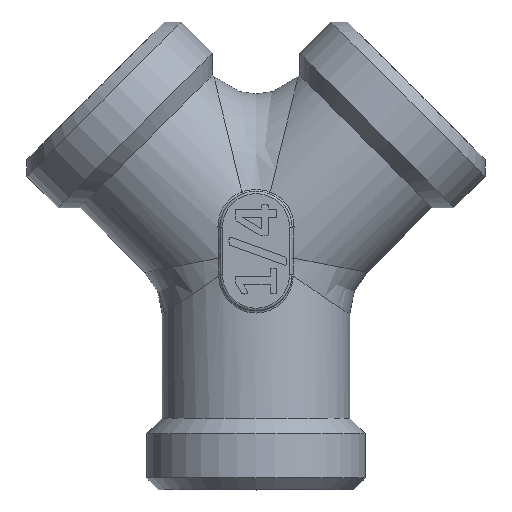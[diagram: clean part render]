
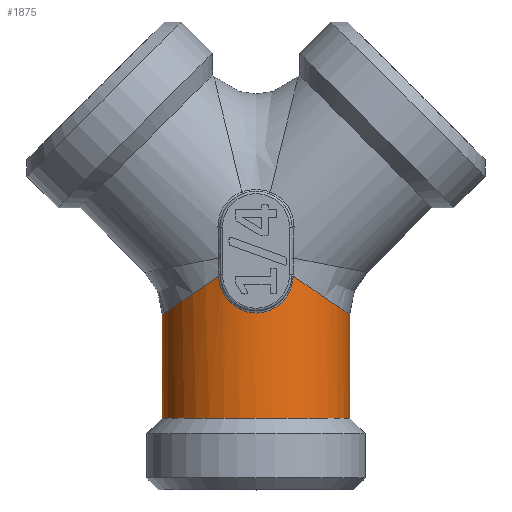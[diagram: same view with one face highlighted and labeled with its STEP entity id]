
A CAD part, top view. The second image highlights one B-rep face of the part: STEP entity #1875.
In plain terms, the highlighted cylindrical face has radius 7.85 mm (diameter 15.7 mm), a full revolution.
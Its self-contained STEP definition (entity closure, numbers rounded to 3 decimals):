
#60=CYLINDRICAL_SURFACE('',#2007,7.85);
#112=CIRCLE('',#2008,7.85);
#823=ORIENTED_EDGE('',*,*,#1093,.T.);
#824=ORIENTED_EDGE('',*,*,#1092,.T.);
#825=ORIENTED_EDGE('',*,*,#1122,.T.);
#826=ORIENTED_EDGE('',*,*,#1041,.T.);
#827=ORIENTED_EDGE('',*,*,#1040,.T.);
#828=ORIENTED_EDGE('',*,*,#1118,.T.);
#829=ORIENTED_EDGE('',*,*,#1130,.T.);
#1040=EDGE_CURVE('',#1254,#1249,#1388,.T.);
#1041=EDGE_CURVE('',#1255,#1254,#1389,.T.);
#1092=EDGE_CURVE('',#1287,#1286,#1413,.T.);
#1093=EDGE_CURVE('',#1282,#1287,#1414,.T.);
#1118=EDGE_CURVE('',#1249,#1282,#1426,.T.);
#1122=EDGE_CURVE('',#1286,#1255,#1430,.T.);
#1130=EDGE_CURVE('',#1306,#1306,#112,.T.);
#1249=VERTEX_POINT('',#3791);
#1254=VERTEX_POINT('',#3932);
#1255=VERTEX_POINT('',#3938);
#1282=VERTEX_POINT('',#4199);
#1286=VERTEX_POINT('',#4298);
#1287=VERTEX_POINT('',#4304);
#1306=VERTEX_POINT('',#4883);
#1388=B_SPLINE_CURVE_WITH_KNOTS('',3,(#3927,#3928,#3929,#3930,#3931),
 .UNSPECIFIED.,.F.,.F.,(4,1,4),(0.,0.5,1.),.UNSPECIFIED.);
#1389=B_SPLINE_CURVE_WITH_KNOTS('',3,(#3933,#3934,#3935,#3936,#3937),
 .UNSPECIFIED.,.F.,.F.,(4,1,4),(0.,0.5,1.),.UNSPECIFIED.);
#1413=B_SPLINE_CURVE_WITH_KNOTS('',3,(#4299,#4300,#4301,#4302,#4303),
 .UNSPECIFIED.,.F.,.F.,(4,1,4),(0.,0.5,1.),.UNSPECIFIED.);
#1414=B_SPLINE_CURVE_WITH_KNOTS('',3,(#4305,#4306,#4307,#4308,#4309),
 .UNSPECIFIED.,.F.,.F.,(4,1,4),(0.,0.5,1.),.UNSPECIFIED.);
#1426=B_SPLINE_CURVE_WITH_KNOTS('',3,(#4531,#4532,#4533,#4534,#4535,#4536,
#4537,#4538,#4539,#4540,#4541,#4542,#4543,#4544,#4545,#4546,#4547,#4548,
#4549,#4550,#4551,#4552,#4553,#4554,#4555,#4556,#4557,#4558,#4559,#4560,
#4561,#4562,#4563,#4564,#4565),.UNSPECIFIED.,.F.,.F.,(4,1,1,1,1,1,1,1,1,
1,1,1,1,1,1,1,1,1,1,1,1,1,1,1,1,1,1,1,1,1,1,1,4),(0.,0.063,0.094,0.109,
0.125,0.141,0.156,0.188,0.219,0.25,0.281,0.313,0.344,0.375,
0.406,0.438,0.5,0.563,0.594,0.625,0.656,0.688,0.719,0.75,0.781,
0.813,0.844,0.859,0.875,0.891,0.906,0.938,1.),.UNSPECIFIED.);
#1430=B_SPLINE_CURVE_WITH_KNOTS('',3,(#4661,#4662,#4663,#4664,#4665,#4666,
#4667,#4668,#4669,#4670,#4671,#4672,#4673,#4674,#4675,#4676,#4677,#4678,
#4679,#4680,#4681,#4682,#4683,#4684,#4685,#4686,#4687,#4688,#4689,#4690,
#4691,#4692,#4693,#4694,#4695),.UNSPECIFIED.,.F.,.F.,(4,1,1,1,1,1,1,1,1,
1,1,1,1,1,1,1,1,1,1,1,1,1,1,1,1,1,1,1,1,1,1,1,4),(0.,0.063,0.094,0.109,
0.125,0.141,0.156,0.188,0.219,0.25,0.281,0.313,0.344,0.375,
0.406,0.438,0.5,0.563,0.594,0.625,0.656,0.688,0.719,0.75,0.781,
0.813,0.844,0.859,0.875,0.891,0.906,0.938,1.),.UNSPECIFIED.);
#1543=EDGE_LOOP('',(#823,#824,#825,#826,#827,#828));
#1544=EDGE_LOOP('',(#829));
#1694=FACE_BOUND('',#1543,.T.);
#1695=FACE_BOUND('',#1544,.T.);
#1875=ADVANCED_FACE('',(#1694,#1695),#60,.T.);
#2007=AXIS2_PLACEMENT_3D('',#4881,#2332,#2333);
#2008=AXIS2_PLACEMENT_3D('',#4882,#2334,#2335);
#2332=DIRECTION('',(0.,1.,0.));
#2333=DIRECTION('',(0.,0.,1.));
#2334=DIRECTION('',(0.,1.,0.));
#2335=DIRECTION('',(0.,0.,1.));
#3791=CARTESIAN_POINT('',(-3.118,-2.114,7.204));
#3927=CARTESIAN_POINT('',(0.,-5.2,7.85));
#3928=CARTESIAN_POINT('',(-0.819,-5.2,7.85));
#3929=CARTESIAN_POINT('',(-2.409,-4.508,7.548));
#3930=CARTESIAN_POINT('',(-3.09,-2.935,7.216));
#3931=CARTESIAN_POINT('',(-3.118,-2.114,7.204));
#3932=CARTESIAN_POINT('',(0.,-5.2,7.85));
#3933=CARTESIAN_POINT('',(3.118,-2.114,7.204));
#3934=CARTESIAN_POINT('',(3.09,-2.93,7.216));
#3935=CARTESIAN_POINT('',(2.407,-4.515,7.549));
#3936=CARTESIAN_POINT('',(0.816,-5.2,7.85));
#3937=CARTESIAN_POINT('',(0.,-5.2,7.85));
#3938=CARTESIAN_POINT('',(3.118,-2.114,7.204));
#4199=CARTESIAN_POINT('',(-3.118,-2.114,-7.204));
#4298=CARTESIAN_POINT('',(3.118,-2.114,-7.204));
#4299=CARTESIAN_POINT('',(0.,-5.2,-7.85));
#4300=CARTESIAN_POINT('',(0.819,-5.2,-7.85));
#4301=CARTESIAN_POINT('',(2.409,-4.508,-7.548));
#4302=CARTESIAN_POINT('',(3.09,-2.935,-7.216));
#4303=CARTESIAN_POINT('',(3.118,-2.114,-7.204));
#4304=CARTESIAN_POINT('',(0.,-5.2,-7.85));
#4305=CARTESIAN_POINT('',(-3.118,-2.114,-7.204));
#4306=CARTESIAN_POINT('',(-3.09,-2.93,-7.216));
#4307=CARTESIAN_POINT('',(-2.407,-4.515,-7.549));
#4308=CARTESIAN_POINT('',(-0.816,-5.2,-7.85));
#4309=CARTESIAN_POINT('',(0.,-5.2,-7.85));
#4531=CARTESIAN_POINT('',(-3.118,-2.114,7.204));
#4532=CARTESIAN_POINT('',(-3.436,-2.33,7.067));
#4533=CARTESIAN_POINT('',(-3.884,-2.633,6.835));
#4534=CARTESIAN_POINT('',(-4.348,-2.948,6.539));
#4535=CARTESIAN_POINT('',(-4.607,-3.124,6.357));
#4536=CARTESIAN_POINT('',(-4.771,-3.235,6.235));
#4537=CARTESIAN_POINT('',(-5.014,-3.399,6.043));
#4538=CARTESIAN_POINT('',(-5.294,-3.59,5.801));
#4539=CARTESIAN_POINT('',(-5.632,-3.818,5.479));
#4540=CARTESIAN_POINT('',(-6.002,-4.07,5.068));
#4541=CARTESIAN_POINT('',(-6.312,-4.28,4.679));
#4542=CARTESIAN_POINT('',(-6.681,-4.53,4.139));
#4543=CARTESIAN_POINT('',(-6.976,-4.73,3.616));
#4544=CARTESIAN_POINT('',(-7.236,-4.906,3.063));
#4545=CARTESIAN_POINT('',(-7.441,-5.045,2.527));
#4546=CARTESIAN_POINT('',(-7.628,-5.172,1.891));
#4547=CARTESIAN_POINT('',(-7.798,-5.287,1.06));
#4548=CARTESIAN_POINT('',(-7.885,-5.346,0.));
#4549=CARTESIAN_POINT('',(-7.798,-5.287,-1.06));
#4550=CARTESIAN_POINT('',(-7.628,-5.172,-1.891));
#4551=CARTESIAN_POINT('',(-7.441,-5.045,-2.527));
#4552=CARTESIAN_POINT('',(-7.236,-4.906,-3.063));
#4553=CARTESIAN_POINT('',(-6.976,-4.73,-3.616));
#4554=CARTESIAN_POINT('',(-6.681,-4.53,-4.139));
#4555=CARTESIAN_POINT('',(-6.312,-4.28,-4.679));
#4556=CARTESIAN_POINT('',(-6.002,-4.07,-5.068));
#4557=CARTESIAN_POINT('',(-5.632,-3.818,-5.479));
#4558=CARTESIAN_POINT('',(-5.294,-3.59,-5.801));
#4559=CARTESIAN_POINT('',(-5.014,-3.399,-6.043));
#4560=CARTESIAN_POINT('',(-4.771,-3.235,-6.235));
#4561=CARTESIAN_POINT('',(-4.607,-3.124,-6.357));
#4562=CARTESIAN_POINT('',(-4.348,-2.948,-6.539));
#4563=CARTESIAN_POINT('',(-3.884,-2.633,-6.835));
#4564=CARTESIAN_POINT('',(-3.436,-2.33,-7.067));
#4565=CARTESIAN_POINT('',(-3.118,-2.114,-7.204));
#4661=CARTESIAN_POINT('',(3.118,-2.114,-7.204));
#4662=CARTESIAN_POINT('',(3.436,-2.33,-7.067));
#4663=CARTESIAN_POINT('',(3.884,-2.633,-6.835));
#4664=CARTESIAN_POINT('',(4.348,-2.948,-6.539));
#4665=CARTESIAN_POINT('',(4.607,-3.124,-6.357));
#4666=CARTESIAN_POINT('',(4.771,-3.235,-6.235));
#4667=CARTESIAN_POINT('',(5.014,-3.399,-6.043));
#4668=CARTESIAN_POINT('',(5.294,-3.59,-5.801));
#4669=CARTESIAN_POINT('',(5.632,-3.818,-5.479));
#4670=CARTESIAN_POINT('',(6.002,-4.07,-5.068));
#4671=CARTESIAN_POINT('',(6.312,-4.28,-4.679));
#4672=CARTESIAN_POINT('',(6.681,-4.53,-4.139));
#4673=CARTESIAN_POINT('',(6.976,-4.73,-3.616));
#4674=CARTESIAN_POINT('',(7.236,-4.906,-3.063));
#4675=CARTESIAN_POINT('',(7.441,-5.045,-2.527));
#4676=CARTESIAN_POINT('',(7.628,-5.172,-1.891));
#4677=CARTESIAN_POINT('',(7.798,-5.287,-1.06));
#4678=CARTESIAN_POINT('',(7.885,-5.346,0.));
#4679=CARTESIAN_POINT('',(7.798,-5.287,1.06));
#4680=CARTESIAN_POINT('',(7.628,-5.172,1.891));
#4681=CARTESIAN_POINT('',(7.441,-5.045,2.527));
#4682=CARTESIAN_POINT('',(7.236,-4.906,3.063));
#4683=CARTESIAN_POINT('',(6.976,-4.73,3.616));
#4684=CARTESIAN_POINT('',(6.681,-4.53,4.139));
#4685=CARTESIAN_POINT('',(6.312,-4.28,4.679));
#4686=CARTESIAN_POINT('',(6.002,-4.07,5.068));
#4687=CARTESIAN_POINT('',(5.632,-3.818,5.479));
#4688=CARTESIAN_POINT('',(5.294,-3.59,5.801));
#4689=CARTESIAN_POINT('',(5.014,-3.399,6.043));
#4690=CARTESIAN_POINT('',(4.771,-3.235,6.235));
#4691=CARTESIAN_POINT('',(4.607,-3.124,6.357));
#4692=CARTESIAN_POINT('',(4.348,-2.948,6.539));
#4693=CARTESIAN_POINT('',(3.884,-2.633,6.835));
#4694=CARTESIAN_POINT('',(3.436,-2.33,7.067));
#4695=CARTESIAN_POINT('',(3.118,-2.114,7.204));
#4881=CARTESIAN_POINT('',(0.,0.,0.));
#4882=CARTESIAN_POINT('',(0.,-14.,0.));
#4883=CARTESIAN_POINT('',(0.,-14.,7.85));
